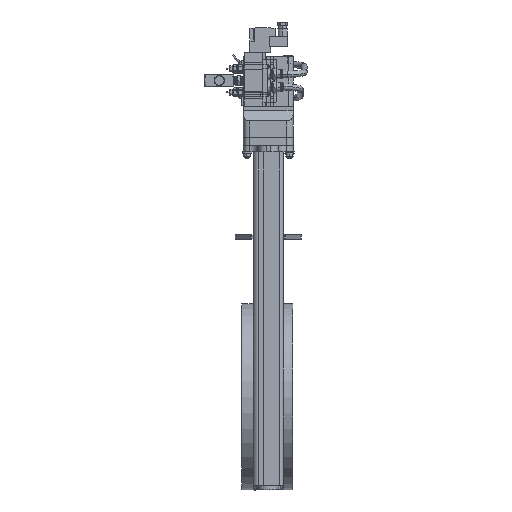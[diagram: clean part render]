
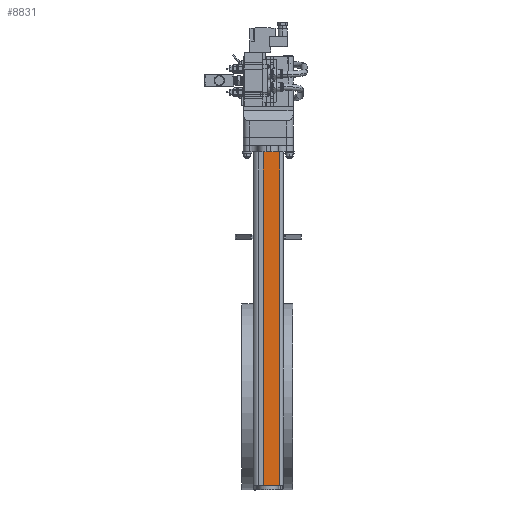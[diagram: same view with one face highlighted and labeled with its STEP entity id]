
A CAD part, left-side view. The second image highlights one B-rep face of the part: STEP entity #8831.
In plain terms, the highlighted planar face has unit normal (-1, 0, 0).
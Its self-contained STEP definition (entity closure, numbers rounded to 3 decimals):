
#3865 = CARTESIAN_POINT ( 'NONE',  ( -5.38, 1.587, 14.75 ) ) ;
#4520 = VERTEX_POINT ( 'NONE', #32150 ) ;
#8353 = AXIS2_PLACEMENT_3D ( 'NONE', #51710, #63082, #57712 ) ;
#8829 = VECTOR ( 'NONE', #37651, 39.37 ) ;
#8831 = ADVANCED_FACE ( 'NONE', ( #23663 ), #62614, .F. ) ;
#17673 = EDGE_CURVE ( 'NONE', #4520, #18666, #37368, .T. ) ;
#18666 = VERTEX_POINT ( 'NONE', #49064 ) ;
#22652 = EDGE_LOOP ( 'NONE', ( #47332, #59940, #28878, #46315 ) ) ;
#23663 = FACE_OUTER_BOUND ( 'NONE', #22652, .T. ) ;
#24889 = DIRECTION ( 'NONE',  ( 0., 1., 0. ) ) ;
#26593 = CARTESIAN_POINT ( 'NONE',  ( -5.38, 1.587, -5.375 ) ) ;
#27666 = EDGE_CURVE ( 'NONE', #4520, #43188, #56839, .T. ) ;
#28795 = CARTESIAN_POINT ( 'NONE',  ( -5.38, 0.6, -5.375 ) ) ;
#28878 = ORIENTED_EDGE ( 'NONE', *, *, #27666, .F. ) ;
#31146 = LINE ( 'NONE', #26593, #8829 ) ;
#32150 = CARTESIAN_POINT ( 'NONE',  ( -5.38, 0.6, -5.375 ) ) ;
#33416 = VECTOR ( 'NONE', #24889, 39.37 ) ;
#36490 = VECTOR ( 'NONE', #38300, 39.37 ) ;
#37368 = LINE ( 'NONE', #28795, #36490 ) ;
#37651 = DIRECTION ( 'NONE',  ( 0., 0., 1. ) ) ;
#38300 = DIRECTION ( 'NONE',  ( 0., 0., 1. ) ) ;
#42700 = DIRECTION ( 'NONE',  ( 0., 1., 0. ) ) ;
#42772 = VECTOR ( 'NONE', #42700, 39.37 ) ;
#43188 = VERTEX_POINT ( 'NONE', #66517 ) ;
#43601 = CARTESIAN_POINT ( 'NONE',  ( -5.38, 1.587, -5.375 ) ) ;
#45220 = CARTESIAN_POINT ( 'NONE',  ( -5.38, 1.587, 14.75 ) ) ;
#46315 = ORIENTED_EDGE ( 'NONE', *, *, #17673, .T. ) ;
#47332 = ORIENTED_EDGE ( 'NONE', *, *, #48664, .T. ) ;
#48664 = EDGE_CURVE ( 'NONE', #18666, #59421, #49944, .T. ) ;
#49064 = CARTESIAN_POINT ( 'NONE',  ( -5.38, 0.6, 14.75 ) ) ;
#49944 = LINE ( 'NONE', #45220, #33416 ) ;
#51710 = CARTESIAN_POINT ( 'NONE',  ( -5.38, 1.587, -5.375 ) ) ;
#56176 = EDGE_CURVE ( 'NONE', #43188, #59421, #31146, .T. ) ;
#56839 = LINE ( 'NONE', #43601, #42772 ) ;
#57712 = DIRECTION ( 'NONE',  ( 0., 0., 1. ) ) ;
#59421 = VERTEX_POINT ( 'NONE', #3865 ) ;
#59940 = ORIENTED_EDGE ( 'NONE', *, *, #56176, .F. ) ;
#62614 = PLANE ( 'NONE',  #8353 ) ;
#63082 = DIRECTION ( 'NONE',  ( 1., 0., 0. ) ) ;
#66517 = CARTESIAN_POINT ( 'NONE',  ( -5.38, 1.587, -5.375 ) ) ;
